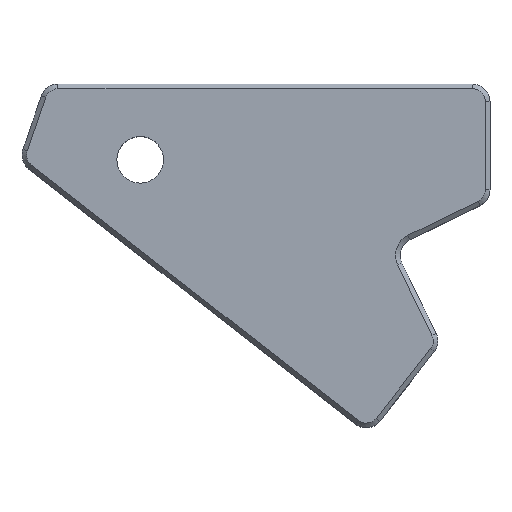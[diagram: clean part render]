
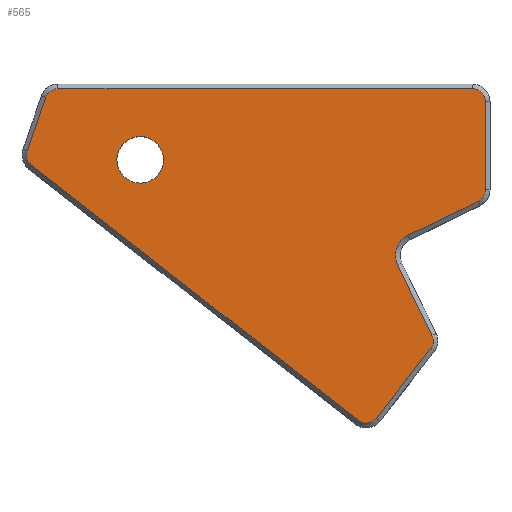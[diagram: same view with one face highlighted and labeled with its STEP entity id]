
A CAD part, top view. The second image highlights one B-rep face of the part: STEP entity #565.
In plain terms, the highlighted planar face has unit normal (0, 0, 1).
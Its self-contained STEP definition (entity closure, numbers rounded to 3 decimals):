
#16=FACE_BOUND('',#105,.T.);
#39=PLANE('',#633);
#68=FACE_OUTER_BOUND('',#104,.T.);
#104=EDGE_LOOP('',(#464,#465,#466,#467,#468,#469,#470,#471,#472,#473,#474,
#475,#476,#477));
#105=EDGE_LOOP('',(#478));
#122=CIRCLE('',#595,1.1);
#124=CIRCLE('',#599,1.1);
#126=CIRCLE('',#603,1.1);
#128=CIRCLE('',#607,1.9);
#130=CIRCLE('',#611,1.1);
#132=CIRCLE('',#615,1.1);
#134=CIRCLE('',#619,1.1);
#140=CIRCLE('',#634,2.);
#150=LINE('',#845,#202);
#154=LINE('',#857,#206);
#158=LINE('',#869,#210);
#162=LINE('',#881,#214);
#166=LINE('',#893,#218);
#170=LINE('',#905,#222);
#174=LINE('',#916,#226);
#202=VECTOR('',#667,10.);
#206=VECTOR('',#679,10.);
#210=VECTOR('',#691,10.);
#214=VECTOR('',#703,10.);
#218=VECTOR('',#715,10.);
#222=VECTOR('',#727,10.);
#226=VECTOR('',#739,10.);
#252=VERTEX_POINT('',#835);
#255=VERTEX_POINT('',#840);
#256=VERTEX_POINT('',#844);
#258=VERTEX_POINT('',#850);
#260=VERTEX_POINT('',#856);
#262=VERTEX_POINT('',#862);
#264=VERTEX_POINT('',#868);
#266=VERTEX_POINT('',#874);
#268=VERTEX_POINT('',#880);
#270=VERTEX_POINT('',#886);
#272=VERTEX_POINT('',#892);
#274=VERTEX_POINT('',#898);
#276=VERTEX_POINT('',#904);
#278=VERTEX_POINT('',#910);
#289=VERTEX_POINT('',#951);
#303=EDGE_CURVE('',#255,#252,#122,.T.);
#304=EDGE_CURVE('',#252,#256,#150,.T.);
#309=EDGE_CURVE('',#256,#258,#124,.T.);
#310=EDGE_CURVE('',#258,#260,#154,.T.);
#315=EDGE_CURVE('',#260,#262,#126,.T.);
#316=EDGE_CURVE('',#262,#264,#158,.T.);
#321=EDGE_CURVE('',#264,#266,#128,.T.);
#322=EDGE_CURVE('',#266,#268,#162,.T.);
#327=EDGE_CURVE('',#268,#270,#130,.T.);
#328=EDGE_CURVE('',#270,#272,#166,.T.);
#333=EDGE_CURVE('',#272,#274,#132,.T.);
#334=EDGE_CURVE('',#274,#276,#170,.T.);
#339=EDGE_CURVE('',#276,#278,#134,.T.);
#340=EDGE_CURVE('',#278,#255,#174,.T.);
#358=EDGE_CURVE('',#289,#289,#140,.T.);
#464=ORIENTED_EDGE('',*,*,#303,.F.);
#465=ORIENTED_EDGE('',*,*,#340,.F.);
#466=ORIENTED_EDGE('',*,*,#339,.F.);
#467=ORIENTED_EDGE('',*,*,#334,.F.);
#468=ORIENTED_EDGE('',*,*,#333,.F.);
#469=ORIENTED_EDGE('',*,*,#328,.F.);
#470=ORIENTED_EDGE('',*,*,#327,.F.);
#471=ORIENTED_EDGE('',*,*,#322,.F.);
#472=ORIENTED_EDGE('',*,*,#321,.F.);
#473=ORIENTED_EDGE('',*,*,#316,.F.);
#474=ORIENTED_EDGE('',*,*,#315,.F.);
#475=ORIENTED_EDGE('',*,*,#310,.F.);
#476=ORIENTED_EDGE('',*,*,#309,.F.);
#477=ORIENTED_EDGE('',*,*,#304,.F.);
#478=ORIENTED_EDGE('',*,*,#358,.T.);
#565=ADVANCED_FACE('',(#68,#16),#39,.T.);
#595=AXIS2_PLACEMENT_3D('',#842,#663,#664);
#599=AXIS2_PLACEMENT_3D('',#854,#675,#676);
#603=AXIS2_PLACEMENT_3D('',#866,#687,#688);
#607=AXIS2_PLACEMENT_3D('',#878,#699,#700);
#611=AXIS2_PLACEMENT_3D('',#890,#711,#712);
#615=AXIS2_PLACEMENT_3D('',#902,#723,#724);
#619=AXIS2_PLACEMENT_3D('',#914,#735,#736);
#633=AXIS2_PLACEMENT_3D('',#950,#776,#777);
#634=AXIS2_PLACEMENT_3D('',#952,#778,#779);
#663=DIRECTION('center_axis',(0.,0.,-1.));
#664=DIRECTION('ref_axis',(-0.581,0.814,0.));
#667=DIRECTION('',(1.,0.,0.));
#675=DIRECTION('center_axis',(0.,0.,-1.));
#676=DIRECTION('ref_axis',(0.707,0.707,0.));
#679=DIRECTION('',(0.,-1.,0.));
#687=DIRECTION('center_axis',(0.,0.,-1.));
#688=DIRECTION('ref_axis',(0.848,-0.53,0.));
#691=DIRECTION('',(-0.899,-0.438,0.));
#699=DIRECTION('center_axis',(0.,0.,1.));
#700=DIRECTION('ref_axis',(-0.946,0.326,0.));
#703=DIRECTION('',(0.438,-0.899,0.));
#711=DIRECTION('center_axis',(0.,0.,-1.));
#712=DIRECTION('ref_axis',(0.995,-0.105,0.));
#715=DIRECTION('',(-0.616,-0.788,0.));
#723=DIRECTION('center_axis',(0.,0.,-1.));
#724=DIRECTION('ref_axis',(0.122,-0.993,0.));
#727=DIRECTION('',(-0.788,0.616,0.));
#735=DIRECTION('center_axis',(0.,0.,-1.));
#736=DIRECTION('ref_axis',(-0.959,-0.284,0.));
#739=DIRECTION('',(0.326,0.946,0.));
#776=DIRECTION('center_axis',(0.,0.,1.));
#777=DIRECTION('ref_axis',(1.,0.,0.));
#778=DIRECTION('center_axis',(0.,0.,-1.));
#779=DIRECTION('ref_axis',(1.,0.,0.));
#835=CARTESIAN_POINT('',(53.078,9.35,10.));
#840=CARTESIAN_POINT('',(52.038,8.608,10.));
#842=CARTESIAN_POINT('Origin',(53.078,8.25,10.));
#844=CARTESIAN_POINT('',(88.635,9.35,10.));
#845=CARTESIAN_POINT('',(80.034,9.35,10.));
#850=CARTESIAN_POINT('',(89.735,8.25,10.));
#854=CARTESIAN_POINT('Origin',(88.635,8.25,10.));
#856=CARTESIAN_POINT('',(89.735,0.687,10.));
#857=CARTESIAN_POINT('',(89.735,-2.773,10.));
#862=CARTESIAN_POINT('',(89.118,-0.301,10.));
#866=CARTESIAN_POINT('Origin',(88.635,0.687,10.));
#868=CARTESIAN_POINT('',(83.1,-3.236,10.));
#869=CARTESIAN_POINT('',(76.702,-6.357,10.));
#874=CARTESIAN_POINT('',(82.225,-5.777,10.));
#878=CARTESIAN_POINT('Origin',(83.933,-4.944,10.));
#880=CARTESIAN_POINT('',(85.16,-11.795,10.));
#881=CARTESIAN_POINT('',(82.622,-6.591,10.));
#886=CARTESIAN_POINT('',(85.038,-12.954,10.));
#890=CARTESIAN_POINT('Origin',(84.172,-12.277,10.));
#892=CARTESIAN_POINT('',(80.382,-18.914,10.));
#893=CARTESIAN_POINT('',(81.243,-17.811,10.));
#898=CARTESIAN_POINT('',(78.838,-19.103,10.));
#902=CARTESIAN_POINT('Origin',(79.515,-18.236,10.));
#904=CARTESIAN_POINT('',(50.819,2.788,10.));
#905=CARTESIAN_POINT('',(58.293,-3.051,10.));
#910=CARTESIAN_POINT('',(50.456,4.013,10.));
#914=CARTESIAN_POINT('Origin',(51.496,3.655,10.));
#916=CARTESIAN_POINT('',(51.021,5.653,10.));
#950=CARTESIAN_POINT('Origin',(69.933,-5.296,10.));
#951=CARTESIAN_POINT('',(58.135,3.25,10.));
#952=CARTESIAN_POINT('Origin',(60.135,3.25,10.));
